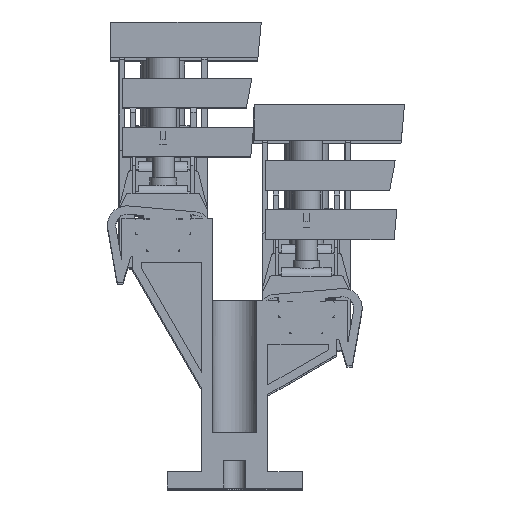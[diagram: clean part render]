
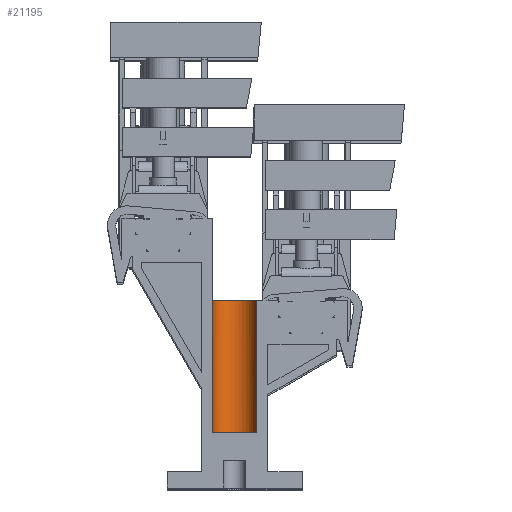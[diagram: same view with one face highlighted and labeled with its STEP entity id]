
A CAD part, top view. The second image highlights one B-rep face of the part: STEP entity #21195.
In plain terms, the highlighted cylindrical face has radius 4 mm (diameter 8 mm), a partial arc.
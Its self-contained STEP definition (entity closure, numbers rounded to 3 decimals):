
#2408=CARTESIAN_POINT('',(-13.,12.,0.));
#2409=DIRECTION('',(0.,-1.,0.));
#2410=DIRECTION('',(-0.625,0.,-0.781));
#2411=AXIS2_PLACEMENT_3D('',#2408,#2409,#2410);
#2445=CARTESIAN_POINT('',(-13.,12.,0.));
#2446=DIRECTION('',(0.,-1.,0.));
#2447=DIRECTION('',(0.625,0.,-0.781));
#2448=AXIS2_PLACEMENT_3D('',#2445,#2446,#2447);
#2450=CARTESIAN_POINT('',(-13.,12.,0.));
#2451=DIRECTION('',(0.,-1.,0.));
#2452=DIRECTION('',(-1.,0.,0.));
#2453=AXIS2_PLACEMENT_3D('',#2450,#2451,#2452);
#2459=DIRECTION('',(0.,1.,0.));
#2460=VECTOR('',#2459,24.);
#2461=CARTESIAN_POINT('',(-17.,12.,0.));
#2462=LINE('',#2461,#2460);
#2487=CARTESIAN_POINT('',(-13.,36.,0.));
#2488=DIRECTION('',(0.,1.,0.));
#2489=DIRECTION('',(1.,0.,0.));
#2490=AXIS2_PLACEMENT_3D('',#2487,#2488,#2489);
#2596=DIRECTION('',(0.,1.,0.));
#2597=VECTOR('',#2596,24.);
#2598=CARTESIAN_POINT('',(-9.,12.,0.));
#2599=LINE('',#2598,#2597);
#16441=CARTESIAN_POINT('',(-15.5,12.,-3.122));
#16442=VERTEX_POINT('',#16441);
#16447=CARTESIAN_POINT('',(-10.5,12.,-3.122));
#16448=VERTEX_POINT('',#16447);
#16453=CARTESIAN_POINT('',(-9.,12.,0.));
#16454=VERTEX_POINT('',#16453);
#16457=CARTESIAN_POINT('',(-17.,12.,0.));
#16459=VERTEX_POINT('',#16457);
#16549=CARTESIAN_POINT('',(-17.,36.,0.));
#16550=VERTEX_POINT('',#16549);
#16559=CARTESIAN_POINT('',(-9.,36.,0.));
#16560=VERTEX_POINT('',#16559);
#21179=CARTESIAN_POINT('',(-13.,11.52,0.));
#21180=DIRECTION('',(0.,1.,0.));
#21181=DIRECTION('',(1.,0.,0.));
#21182=AXIS2_PLACEMENT_3D('',#21179,#21180,#21181);
#21183=CYLINDRICAL_SURFACE('',#21182,4.);
#21184=ORIENTED_EDGE('',*,*,#21122,.F.);
#21185=ORIENTED_EDGE('',*,*,#21173,.F.);
#21187=ORIENTED_EDGE('',*,*,#21186,.T.);
#21189=ORIENTED_EDGE('',*,*,#21188,.F.);
#21191=ORIENTED_EDGE('',*,*,#21190,.F.);
#21192=ORIENTED_EDGE('',*,*,#21166,.F.);
#21193=EDGE_LOOP('',(#21184,#21185,#21187,#21189,#21191,#21192));
#21194=FACE_OUTER_BOUND('',#21193,.F.);
#2412=CIRCLE('',#2411,4.);
#2449=CIRCLE('',#2448,4.);
#2454=CIRCLE('',#2453,4.);
#2491=CIRCLE('',#2490,4.);
#21122=EDGE_CURVE('',#16442,#16448,#2412,.T.);
#21166=EDGE_CURVE('',#16448,#16454,#2449,.T.);
#21173=EDGE_CURVE('',#16459,#16442,#2454,.T.);
#21186=EDGE_CURVE('',#16459,#16550,#2462,.T.);
#21188=EDGE_CURVE('',#16560,#16550,#2491,.T.);
#21190=EDGE_CURVE('',#16454,#16560,#2599,.T.);
#21195=ADVANCED_FACE('',(#21194),#21183,.F.);
